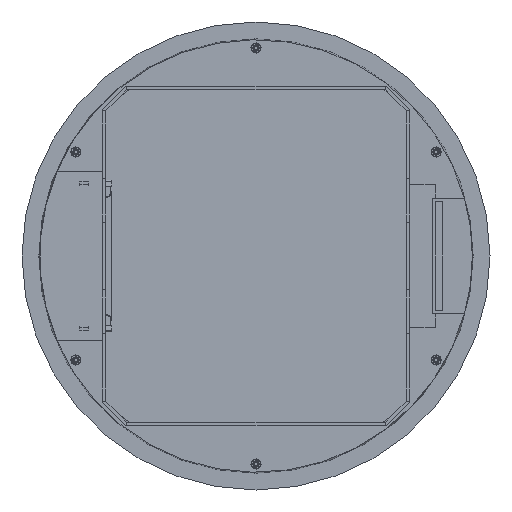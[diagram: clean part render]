
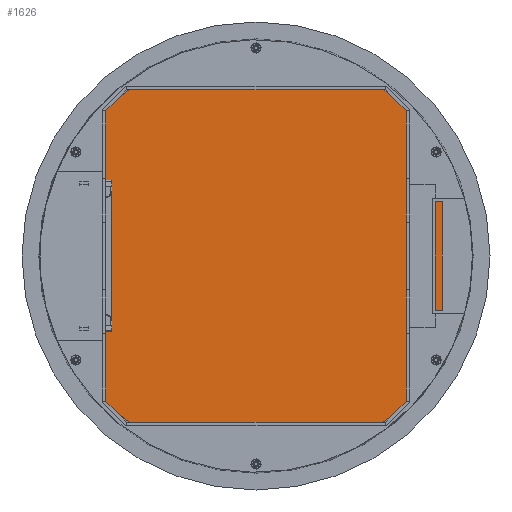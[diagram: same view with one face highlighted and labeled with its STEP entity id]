
A CAD part, front view. The second image highlights one B-rep face of the part: STEP entity #1626.
In plain terms, the highlighted face is planar.
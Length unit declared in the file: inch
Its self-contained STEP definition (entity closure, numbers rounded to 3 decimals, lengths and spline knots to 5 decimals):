
#49 = CARTESIAN_POINT ( 'NONE',  ( 0., 0., -0.47244 ) ) ;
#1202 = PLANE ( 'NONE',  #2108 ) ;
#1490 = CARTESIAN_POINT ( 'NONE',  ( -5.72148, 0., -0.47244 ) ) ;
#1494 = LINE ( 'NONE', #13161, #5225 ) ;
#1626 = ADVANCED_FACE ( 'NONE', ( #8014 ), #1202, .F. ) ;
#2108 = AXIS2_PLACEMENT_3D ( 'NONE', #49, #5514, #4619 ) ;
#2936 = CARTESIAN_POINT ( 'NONE',  ( 4.34241, -4.45352, -0.47244 ) ) ;
#3005 = EDGE_CURVE ( 'NONE', #14279, #16448, #7345, .T. ) ;
#3377 = DIRECTION ( 'NONE',  ( 1., 0., 0. ) ) ;
#4251 = CARTESIAN_POINT ( 'NONE',  ( 5.72148, 11.44296, -0.47244 ) ) ;
#4332 = CARTESIAN_POINT ( 'NONE',  ( 5.72148, 0., -0.47244 ) ) ;
#4389 = EDGE_LOOP ( 'NONE', ( #17236, #14154, #7168, #14730, #12693, #7293 ) ) ;
#4424 = CARTESIAN_POINT ( 'NONE',  ( 2.06693, 0., -0.47244 ) ) ;
#4619 = DIRECTION ( 'NONE',  ( 1., 0., 0. ) ) ;
#5225 = VECTOR ( 'NONE', #3377, 39.37008 ) ;
#5399 = VECTOR ( 'NONE', #9182, 39.37008 ) ;
#5514 = DIRECTION ( 'NONE',  ( 0., 0., 1. ) ) ;
#5711 = CARTESIAN_POINT ( 'NONE',  ( 5.72148, -2.44028, -0.47244 ) ) ;
#6273 = CARTESIAN_POINT ( 'NONE',  ( -2.06693, -5.33509, -0.47244 ) ) ;
#6305 = CARTESIAN_POINT ( 'NONE',  ( -5.72148, 0., -0.47244 ) ) ;
#6487 = CARTESIAN_POINT ( 'NONE',  ( -4.34241, -4.45352, -0.47244 ) ) ;
#6721 =( BOUNDED_CURVE ( )  B_SPLINE_CURVE ( 3, ( #12737, #2936, #5711, #15544 ),
 .UNSPECIFIED., .F., .F. ) 
 B_SPLINE_CURVE_WITH_KNOTS ( ( 4, 4 ),
 ( 0., 1. ),
 .UNSPECIFIED. ) 
 CURVE ( )  GEOMETRIC_REPRESENTATION_ITEM ( )  RATIONAL_B_SPLINE_CURVE ( ( 1., 0.883, 0.883, 1. ) ) 
 REPRESENTATION_ITEM ( '' )  );
#7168 = ORIENTED_EDGE ( 'NONE', *, *, #11567, .F. ) ;
#7293 = ORIENTED_EDGE ( 'NONE', *, *, #17361, .F. ) ;
#7345 =( BOUNDED_CURVE ( )  B_SPLINE_CURVE ( 3, ( #6305, #7843, #6487, #6273 ),
 .UNSPECIFIED., .F., .F. ) 
 B_SPLINE_CURVE_WITH_KNOTS ( ( 4, 4 ),
 ( 0., 1. ),
 .UNSPECIFIED. ) 
 CURVE ( )  GEOMETRIC_REPRESENTATION_ITEM ( )  RATIONAL_B_SPLINE_CURVE ( ( 1., 0.883, 0.883, 1. ) ) 
 REPRESENTATION_ITEM ( '' )  );
#7677 = VERTEX_POINT ( 'NONE', #14459 ) ;
#7843 = CARTESIAN_POINT ( 'NONE',  ( -5.72148, -2.44028, -0.47244 ) ) ;
#8014 = FACE_OUTER_BOUND ( 'NONE', #4389, .T. ) ;
#9128 = CARTESIAN_POINT ( 'NONE',  ( -2.06693, -3.94126, -0.47244 ) ) ;
#9182 = DIRECTION ( 'NONE',  ( 0., 1., 0. ) ) ;
#9408 = EDGE_CURVE ( 'NONE', #10434, #14279, #12372, .T. ) ;
#9868 = CARTESIAN_POINT ( 'NONE',  ( -5.72148, 11.44296, -0.47244 ) ) ;
#10434 = VERTEX_POINT ( 'NONE', #4332 ) ;
#10973 = EDGE_CURVE ( 'NONE', #15541, #7677, #14058, .T. ) ;
#11184 = VERTEX_POINT ( 'NONE', #9128 ) ;
#11567 = EDGE_CURVE ( 'NONE', #7677, #10434, #6721, .T. ) ;
#12316 = CARTESIAN_POINT ( 'NONE',  ( 2.06693, -3.94126, -0.47244 ) ) ;
#12372 =( BOUNDED_CURVE ( )  B_SPLINE_CURVE ( 3, ( #15443, #4251, #9868, #1490 ),
 .UNSPECIFIED., .F., .F. ) 
 B_SPLINE_CURVE_WITH_KNOTS ( ( 4, 4 ),
 ( 0., 1. ),
 .UNSPECIFIED. ) 
 CURVE ( )  GEOMETRIC_REPRESENTATION_ITEM ( )  RATIONAL_B_SPLINE_CURVE ( ( 1., 0.333, 0.333, 1. ) ) 
 REPRESENTATION_ITEM ( '' )  );
#12693 = ORIENTED_EDGE ( 'NONE', *, *, #17298, .F. ) ;
#12737 = CARTESIAN_POINT ( 'NONE',  ( 2.06693, -5.33509, -0.47244 ) ) ;
#12811 = DIRECTION ( 'NONE',  ( 0., -1., 0. ) ) ;
#13161 = CARTESIAN_POINT ( 'NONE',  ( 0., -3.94126, -0.47244 ) ) ;
#13765 = CARTESIAN_POINT ( 'NONE',  ( -2.06693, -5.33509, -0.47244 ) ) ;
#14058 = LINE ( 'NONE', #4424, #17700 ) ;
#14154 = ORIENTED_EDGE ( 'NONE', *, *, #9408, .F. ) ;
#14279 = VERTEX_POINT ( 'NONE', #17613 ) ;
#14459 = CARTESIAN_POINT ( 'NONE',  ( 2.06693, -5.33509, -0.47244 ) ) ;
#14730 = ORIENTED_EDGE ( 'NONE', *, *, #10973, .F. ) ;
#15443 = CARTESIAN_POINT ( 'NONE',  ( 5.72148, 0., -0.47244 ) ) ;
#15541 = VERTEX_POINT ( 'NONE', #12316 ) ;
#15544 = CARTESIAN_POINT ( 'NONE',  ( 5.72148, 0., -0.47244 ) ) ;
#16024 = CARTESIAN_POINT ( 'NONE',  ( -2.06693, 0., -0.47244 ) ) ;
#16131 = LINE ( 'NONE', #16024, #5399 ) ;
#16448 = VERTEX_POINT ( 'NONE', #13765 ) ;
#17236 = ORIENTED_EDGE ( 'NONE', *, *, #3005, .F. ) ;
#17298 = EDGE_CURVE ( 'NONE', #11184, #15541, #1494, .T. ) ;
#17361 = EDGE_CURVE ( 'NONE', #16448, #11184, #16131, .T. ) ;
#17613 = CARTESIAN_POINT ( 'NONE',  ( -5.72148, 0., -0.47244 ) ) ;
#17700 = VECTOR ( 'NONE', #12811, 39.37008 ) ;
